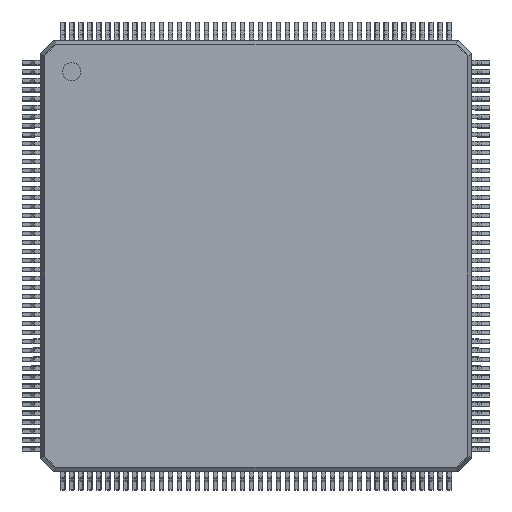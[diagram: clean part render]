
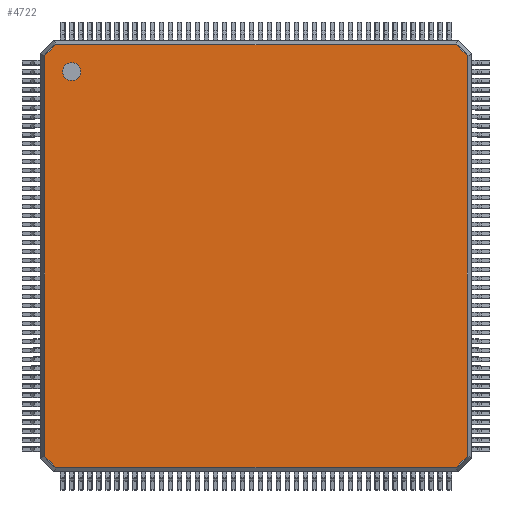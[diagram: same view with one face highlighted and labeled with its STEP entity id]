
A CAD part, top view. The second image highlights one B-rep face of the part: STEP entity #4722.
In plain terms, the highlighted face is planar.
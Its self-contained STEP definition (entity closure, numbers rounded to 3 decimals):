
#4722=ADVANCED_FACE('',(#5757,#5759),#5761,.F.);
#5757=FACE_BOUND('',#5758,.T.);
#5758=EDGE_LOOP('',(#6774,#6775,#6776,#6777,#6778,#6779,#6780,#6781));
#5759=FACE_BOUND('',#5760,.T.);
#5760=EDGE_LOOP('',(#6782));
#5761=PLANE('',#5762);
#5762=AXIS2_PLACEMENT_3D('',#5763,#5764,#5765);
#5763=CARTESIAN_POINT('',(0.,0.,0.625));
#5764=DIRECTION('',(-0.,-0.,1.));
#5765=DIRECTION('',(1.,0.,-0.));
#6774=ORIENTED_EDGE('',*,*,#7286,.T.);
#6775=ORIENTED_EDGE('',*,*,#7287,.T.);
#6776=ORIENTED_EDGE('',*,*,#7288,.T.);
#6777=ORIENTED_EDGE('',*,*,#7289,.T.);
#6778=ORIENTED_EDGE('',*,*,#7290,.T.);
#6779=ORIENTED_EDGE('',*,*,#7291,.T.);
#6780=ORIENTED_EDGE('',*,*,#7292,.T.);
#6781=ORIENTED_EDGE('',*,*,#7293,.T.);
#6782=ORIENTED_EDGE('',*,*,#7294,.T.);
#7286=EDGE_CURVE('',#7542,#7543,#7544,.T.);
#7287=EDGE_CURVE('',#7543,#7545,#7546,.T.);
#7288=EDGE_CURVE('',#7545,#7547,#7548,.T.);
#7289=EDGE_CURVE('',#7547,#7549,#7550,.T.);
#7290=EDGE_CURVE('',#7549,#7551,#7552,.T.);
#7291=EDGE_CURVE('',#7551,#7553,#7554,.T.);
#7292=EDGE_CURVE('',#7553,#7555,#7556,.T.);
#7293=EDGE_CURVE('',#7555,#7542,#7557,.T.);
#7294=EDGE_CURVE('',#7558,#7558,#7559,.F.);
#7542=VERTEX_POINT('',#7947);
#7543=VERTEX_POINT('',#7948);
#7544=LINE('',#7949,#7950);
#7545=VERTEX_POINT('',#7952);
#7546=LINE('',#7953,#7954);
#7547=VERTEX_POINT('',#7956);
#7548=LINE('',#7957,#7958);
#7549=VERTEX_POINT('',#7960);
#7550=LINE('',#7961,#7962);
#7551=VERTEX_POINT('',#7964);
#7552=LINE('',#7965,#7966);
#7553=VERTEX_POINT('',#7968);
#7554=LINE('',#7969,#7970);
#7555=VERTEX_POINT('',#7972);
#7556=LINE('',#7973,#7974);
#7557=LINE('',#7976,#7977);
#7558=VERTEX_POINT('',#7979);
#7559=CIRCLE('',#7980,0.5);
#7947=CARTESIAN_POINT('',(11.745,11.144,0.625));
#7948=CARTESIAN_POINT('',(11.144,11.745,0.625));
#7949=CARTESIAN_POINT('',(11.745,11.144,0.625));
#7950=VECTOR('',#7951,1.);
#7951=DIRECTION('',(-0.707,0.707,0.));
#7952=CARTESIAN_POINT('',(-11.144,11.745,0.625));
#7953=CARTESIAN_POINT('',(11.144,11.745,0.625));
#7954=VECTOR('',#7955,1.);
#7955=DIRECTION('',(-1.,0.,0.));
#7956=CARTESIAN_POINT('',(-11.745,11.144,0.625));
#7957=CARTESIAN_POINT('',(-11.144,11.745,0.625));
#7958=VECTOR('',#7959,1.);
#7959=DIRECTION('',(-0.707,-0.707,0.));
#7960=CARTESIAN_POINT('',(-11.745,-11.144,0.625));
#7961=CARTESIAN_POINT('',(-11.745,11.144,0.625));
#7962=VECTOR('',#7963,1.);
#7963=DIRECTION('',(0.,-1.,0.));
#7964=CARTESIAN_POINT('',(-11.144,-11.745,0.625));
#7965=CARTESIAN_POINT('',(-11.745,-11.144,0.625));
#7966=VECTOR('',#7967,1.);
#7967=DIRECTION('',(0.707,-0.707,0.));
#7968=CARTESIAN_POINT('',(11.144,-11.745,0.625));
#7969=CARTESIAN_POINT('',(-11.144,-11.745,0.625));
#7970=VECTOR('',#7971,1.);
#7971=DIRECTION('',(1.,0.,0.));
#7972=CARTESIAN_POINT('',(11.745,-11.144,0.625));
#7973=CARTESIAN_POINT('',(11.144,-11.745,0.625));
#7974=VECTOR('',#7975,1.);
#7975=DIRECTION('',(0.707,0.707,0.));
#7976=CARTESIAN_POINT('',(11.745,-11.144,0.625));
#7977=VECTOR('',#7978,1.);
#7978=DIRECTION('',(0.,1.,0.));
#7979=CARTESIAN_POINT('',(-9.75,10.25,0.625));
#7980=AXIS2_PLACEMENT_3D('',#7981,#7982,#7983);
#7981=CARTESIAN_POINT('',(-10.25,10.25,0.625));
#7982=DIRECTION('',(-0.,-0.,1.));
#7983=DIRECTION('',(1.,0.,-0.));
